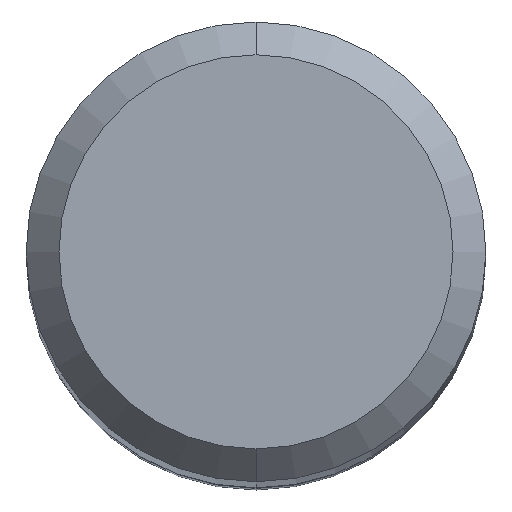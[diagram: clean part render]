
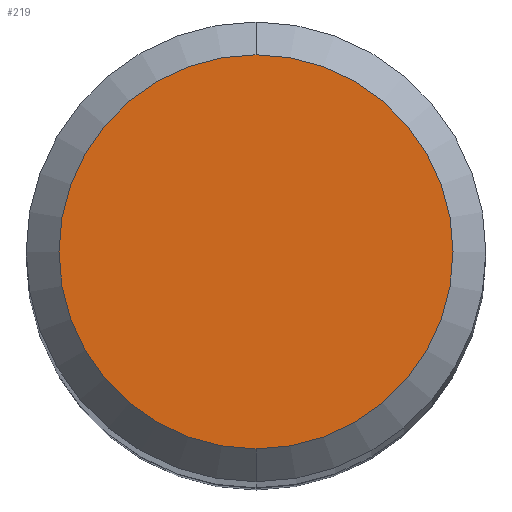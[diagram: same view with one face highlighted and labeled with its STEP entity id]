
A CAD part, top view. The second image highlights one B-rep face of the part: STEP entity #219.
In plain terms, the highlighted planar face has unit normal (0, 0, 1).
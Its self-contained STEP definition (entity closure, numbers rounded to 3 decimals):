
#145=EDGE_CURVE('',#331,#233,#376,.T.);
#195=EDGE_CURVE('',#233,#331,#430,.T.);
#219=ADVANCED_FACE('',(#459),#460,.T.);
#233=VERTEX_POINT('',#474);
#331=VERTEX_POINT('',#586);
#376=CIRCLE('',#632,1.8);
#430=CIRCLE('',#702,1.8);
#459=FACE_OUTER_BOUND('',#735,.T.);
#460=PLANE('',#736);
#474=CARTESIAN_POINT('',(0.,-1.8,0.0));
#586=CARTESIAN_POINT('',(0.0,1.8,0.0));
#632=AXIS2_PLACEMENT_3D('',#938,#939,#940);
#702=AXIS2_PLACEMENT_3D('',#997,#998,#999);
#735=EDGE_LOOP('',(#1048,#1049));
#736=AXIS2_PLACEMENT_3D('',#1050,#1051,#1052);
#938=CARTESIAN_POINT('',(0.0,0.0,0.0));
#939=DIRECTION('',(0.0,0.0,-1.0));
#940=DIRECTION('',(0.0,1.0,0.0));
#997=CARTESIAN_POINT('',(0.0,0.0,0.0));
#998=DIRECTION('',(0.0,0.0,-1.0));
#999=DIRECTION('',(0.0,1.0,0.0));
#1048=ORIENTED_EDGE('',*,*,#145,.F.);
#1049=ORIENTED_EDGE('',*,*,#195,.F.);
#1050=CARTESIAN_POINT('',(0.0,0.9,0.0));
#1051=DIRECTION('',(-0.0,0.0,1.0));
#1052=DIRECTION('',(0.0,-1.0,0.0));
